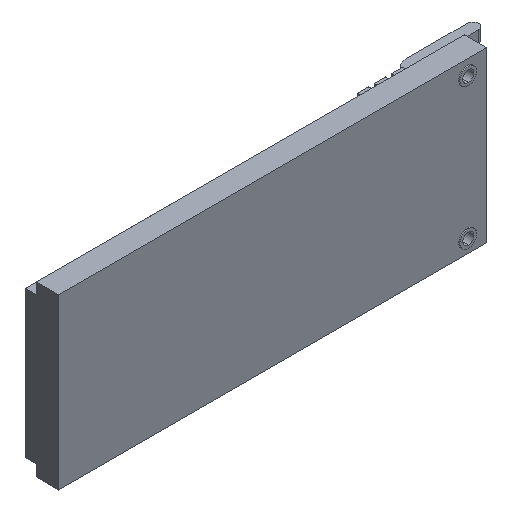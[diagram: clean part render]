
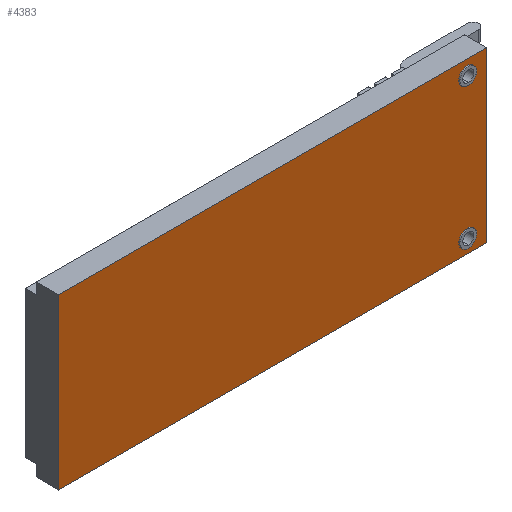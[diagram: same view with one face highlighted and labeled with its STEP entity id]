
A CAD part, isometric view. The second image highlights one B-rep face of the part: STEP entity #4383.
In plain terms, the highlighted planar face has unit normal (0, -1, 0).
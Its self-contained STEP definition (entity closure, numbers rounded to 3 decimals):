
#115 = EDGE_CURVE ( 'NONE', #11122, #3223, #1490, .T. ) ;
#151 = CARTESIAN_POINT ( 'NONE',  ( 17.25, 0., -5.5 ) ) ;
#159 = EDGE_CURVE ( 'NONE', #3716, #11602, #4243, .T. ) ;
#181 = VECTOR ( 'NONE', #12426, 1000. ) ;
#458 = EDGE_CURVE ( 'NONE', #3223, #11122, #4553, .T. ) ;
#484 = LINE ( 'NONE', #9424, #181 ) ;
#521 = DIRECTION ( 'NONE',  ( 1., 0., 0. ) ) ;
#523 = ORIENTED_EDGE ( 'NONE', *, *, #7779, .F. ) ;
#1045 = FACE_BOUND ( 'NONE', #10420, .T. ) ;
#1087 = CARTESIAN_POINT ( 'NONE',  ( 17.25, 0., 6.25 ) ) ;
#1203 = ORIENTED_EDGE ( 'NONE', *, *, #159, .T. ) ;
#1286 = VERTEX_POINT ( 'NONE', #4526 ) ;
#1490 = CIRCLE ( 'NONE', #11778, 0.75 ) ;
#1537 = CARTESIAN_POINT ( 'NONE',  ( -19., 0., -7.5 ) ) ;
#1595 = DIRECTION ( 'NONE',  ( 0., 1., 0. ) ) ;
#2862 = CARTESIAN_POINT ( 'NONE',  ( -19., 0., -7.5 ) ) ;
#3096 = VERTEX_POINT ( 'NONE', #2862 ) ;
#3223 = VERTEX_POINT ( 'NONE', #8689 ) ;
#3355 = ORIENTED_EDGE ( 'NONE', *, *, #115, .T. ) ;
#3545 = AXIS2_PLACEMENT_3D ( 'NONE', #8523, #1595, #7534 ) ;
#3611 = CARTESIAN_POINT ( 'NONE',  ( 17.25, 0., -6.25 ) ) ;
#3668 = DIRECTION ( 'NONE',  ( 0., 0., 1. ) ) ;
#3716 = VERTEX_POINT ( 'NONE', #151 ) ;
#3921 = ORIENTED_EDGE ( 'NONE', *, *, #10313, .F. ) ;
#3986 = FACE_BOUND ( 'NONE', #8076, .T. ) ;
#4205 = LINE ( 'NONE', #12060, #11824 ) ;
#4243 = CIRCLE ( 'NONE', #3545, 0.75 ) ;
#4383 = ADVANCED_FACE ( 'NONE', ( #1045, #3986, #8958 ), #7961, .F. ) ;
#4526 = CARTESIAN_POINT ( 'NONE',  ( 19., 0., -7.5 ) ) ;
#4553 = CIRCLE ( 'NONE', #7040, 0.75 ) ;
#4578 = DIRECTION ( 'NONE',  ( 0., 0., 1. ) ) ;
#4805 = VERTEX_POINT ( 'NONE', #10987 ) ;
#4980 = CARTESIAN_POINT ( 'NONE',  ( 17.25, 0., -7. ) ) ;
#5283 = LINE ( 'NONE', #1537, #10260 ) ;
#5387 = VECTOR ( 'NONE', #521, 1000. ) ;
#5537 = EDGE_LOOP ( 'NONE', ( #5605, #12276, #3921, #523 ) ) ;
#5605 = ORIENTED_EDGE ( 'NONE', *, *, #8782, .F. ) ;
#5665 = CIRCLE ( 'NONE', #6025, 0.75 ) ;
#5698 = LINE ( 'NONE', #6482, #5387 ) ;
#6014 = DIRECTION ( 'NONE',  ( 0., 1., 0. ) ) ;
#6025 = AXIS2_PLACEMENT_3D ( 'NONE', #3611, #10554, #4578 ) ;
#6093 = DIRECTION ( 'NONE',  ( -1., 0., 0. ) ) ;
#6482 = CARTESIAN_POINT ( 'NONE',  ( -19., 0., 7.5 ) ) ;
#6836 = CARTESIAN_POINT ( 'NONE',  ( 0., 0., 0. ) ) ;
#7027 = DIRECTION ( 'NONE',  ( 0., 0., 1. ) ) ;
#7040 = AXIS2_PLACEMENT_3D ( 'NONE', #1087, #7985, #7027 ) ;
#7059 = DIRECTION ( 'NONE',  ( 0., 0., 1. ) ) ;
#7534 = DIRECTION ( 'NONE',  ( 0., 0., 1. ) ) ;
#7610 = CARTESIAN_POINT ( 'NONE',  ( 17.25, 0., 6.25 ) ) ;
#7681 = CARTESIAN_POINT ( 'NONE',  ( 19., 0., 7.5 ) ) ;
#7779 = EDGE_CURVE ( 'NONE', #3096, #4805, #5283, .T. ) ;
#7961 = PLANE ( 'NONE',  #10421 ) ;
#7985 = DIRECTION ( 'NONE',  ( 0., 1., 0. ) ) ;
#8076 = EDGE_LOOP ( 'NONE', ( #9101, #3355 ) ) ;
#8523 = CARTESIAN_POINT ( 'NONE',  ( 17.25, 0., -6.25 ) ) ;
#8689 = CARTESIAN_POINT ( 'NONE',  ( 17.25, 0., 7. ) ) ;
#8782 = EDGE_CURVE ( 'NONE', #1286, #3096, #4205, .T. ) ;
#8958 = FACE_OUTER_BOUND ( 'NONE', #5537, .T. ) ;
#9101 = ORIENTED_EDGE ( 'NONE', *, *, #458, .T. ) ;
#9130 = CARTESIAN_POINT ( 'NONE',  ( 17.25, 0., 5.5 ) ) ;
#9424 = CARTESIAN_POINT ( 'NONE',  ( 19., 0., 7.5 ) ) ;
#9571 = VERTEX_POINT ( 'NONE', #7681 ) ;
#10260 = VECTOR ( 'NONE', #11466, 1000. ) ;
#10313 = EDGE_CURVE ( 'NONE', #4805, #9571, #5698, .T. ) ;
#10389 = EDGE_CURVE ( 'NONE', #11602, #3716, #5665, .T. ) ;
#10420 = EDGE_LOOP ( 'NONE', ( #1203, #12063 ) ) ;
#10421 = AXIS2_PLACEMENT_3D ( 'NONE', #6836, #6014, #7059 ) ;
#10554 = DIRECTION ( 'NONE',  ( 0., 1., 0. ) ) ;
#10609 = DIRECTION ( 'NONE',  ( 0., 1., 0. ) ) ;
#10987 = CARTESIAN_POINT ( 'NONE',  ( -19., 0., 7.5 ) ) ;
#11122 = VERTEX_POINT ( 'NONE', #9130 ) ;
#11224 = EDGE_CURVE ( 'NONE', #9571, #1286, #484, .T. ) ;
#11466 = DIRECTION ( 'NONE',  ( 0., 0., 1. ) ) ;
#11602 = VERTEX_POINT ( 'NONE', #4980 ) ;
#11778 = AXIS2_PLACEMENT_3D ( 'NONE', #7610, #10609, #3668 ) ;
#11824 = VECTOR ( 'NONE', #6093, 1000. ) ;
#12060 = CARTESIAN_POINT ( 'NONE',  ( 19., 0., -7.5 ) ) ;
#12063 = ORIENTED_EDGE ( 'NONE', *, *, #10389, .T. ) ;
#12276 = ORIENTED_EDGE ( 'NONE', *, *, #11224, .F. ) ;
#12426 = DIRECTION ( 'NONE',  ( 0., 0., -1. ) ) ;
